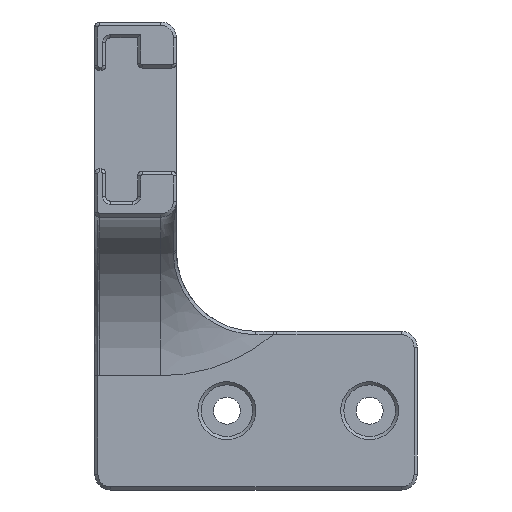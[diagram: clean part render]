
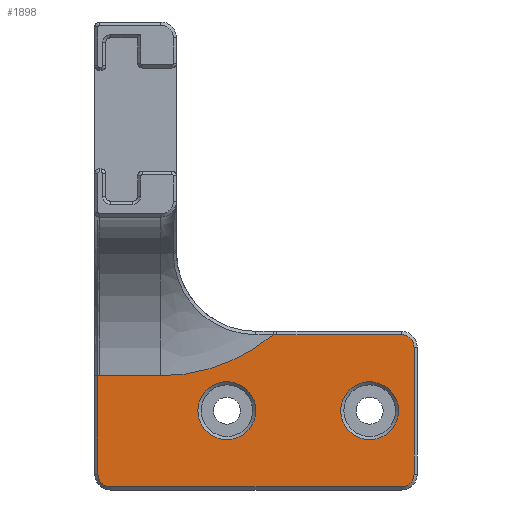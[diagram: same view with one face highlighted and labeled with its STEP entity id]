
A CAD part, left-side view. The second image highlights one B-rep face of the part: STEP entity #1898.
In plain terms, the highlighted planar face has unit normal (-1, 0, 0).
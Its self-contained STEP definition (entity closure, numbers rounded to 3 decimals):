
#53=FACE_BOUND('',#256,.T.);
#54=FACE_BOUND('',#257,.T.);
#59=B_SPLINE_CURVE_WITH_KNOTS('',3,(#2815,#2816,#2817,#2818),
 .UNSPECIFIED.,.F.,.F.,(4,4),(-17.358,-17.312),
 .UNSPECIFIED.);
#80=PLANE('',#2034);
#136=FACE_OUTER_BOUND('',#255,.T.);
#255=EDGE_LOOP('',(#1298,#1299,#1300,#1301,#1302,#1303,#1304,#1305,#1306,
#1307,#1308));
#256=EDGE_LOOP('',(#1309));
#257=EDGE_LOOP('',(#1310));
#380=LINE('',#2822,#563);
#381=LINE('',#2826,#564);
#382=LINE('',#2830,#565);
#383=LINE('',#2834,#566);
#384=LINE('',#2837,#567);
#563=VECTOR('',#2241,10.);
#564=VECTOR('',#2244,10.);
#565=VECTOR('',#2247,10.);
#566=VECTOR('',#2250,10.);
#567=VECTOR('',#2253,10.);
#745=CIRCLE('',#2031,3.65);
#748=CIRCLE('',#2035,22.);
#749=CIRCLE('',#2036,20.6);
#750=CIRCLE('',#2037,1.6);
#751=CIRCLE('',#2038,1.6);
#752=CIRCLE('',#2039,1.6);
#753=CIRCLE('',#2040,3.65);
#830=VERTEX_POINT('',#2805);
#833=VERTEX_POINT('',#2813);
#834=VERTEX_POINT('',#2814);
#835=VERTEX_POINT('',#2819);
#836=VERTEX_POINT('',#2821);
#837=VERTEX_POINT('',#2823);
#838=VERTEX_POINT('',#2825);
#839=VERTEX_POINT('',#2827);
#840=VERTEX_POINT('',#2829);
#841=VERTEX_POINT('',#2831);
#842=VERTEX_POINT('',#2833);
#843=VERTEX_POINT('',#2835);
#844=VERTEX_POINT('',#2838);
#1004=EDGE_CURVE('',#830,#830,#745,.T.);
#1008=EDGE_CURVE('',#833,#834,#59,.T.);
#1009=EDGE_CURVE('',#835,#833,#748,.T.);
#1010=EDGE_CURVE('',#836,#835,#380,.T.);
#1011=EDGE_CURVE('',#837,#836,#749,.T.);
#1012=EDGE_CURVE('',#838,#837,#381,.T.);
#1013=EDGE_CURVE('',#839,#838,#750,.T.);
#1014=EDGE_CURVE('',#840,#839,#382,.T.);
#1015=EDGE_CURVE('',#841,#840,#751,.T.);
#1016=EDGE_CURVE('',#842,#841,#383,.T.);
#1017=EDGE_CURVE('',#843,#842,#752,.T.);
#1018=EDGE_CURVE('',#834,#843,#384,.T.);
#1019=EDGE_CURVE('',#844,#844,#753,.T.);
#1298=ORIENTED_EDGE('',*,*,#1008,.F.);
#1299=ORIENTED_EDGE('',*,*,#1009,.F.);
#1300=ORIENTED_EDGE('',*,*,#1010,.F.);
#1301=ORIENTED_EDGE('',*,*,#1011,.F.);
#1302=ORIENTED_EDGE('',*,*,#1012,.F.);
#1303=ORIENTED_EDGE('',*,*,#1013,.F.);
#1304=ORIENTED_EDGE('',*,*,#1014,.F.);
#1305=ORIENTED_EDGE('',*,*,#1015,.F.);
#1306=ORIENTED_EDGE('',*,*,#1016,.F.);
#1307=ORIENTED_EDGE('',*,*,#1017,.F.);
#1308=ORIENTED_EDGE('',*,*,#1018,.F.);
#1309=ORIENTED_EDGE('',*,*,#1019,.F.);
#1310=ORIENTED_EDGE('',*,*,#1004,.F.);
#1898=ADVANCED_FACE('',(#136,#53,#54),#80,.T.);
#2031=AXIS2_PLACEMENT_3D('',#2806,#2230,#2231);
#2034=AXIS2_PLACEMENT_3D('',#2812,#2237,#2238);
#2035=AXIS2_PLACEMENT_3D('',#2820,#2239,#2240);
#2036=AXIS2_PLACEMENT_3D('',#2824,#2242,#2243);
#2037=AXIS2_PLACEMENT_3D('',#2828,#2245,#2246);
#2038=AXIS2_PLACEMENT_3D('',#2832,#2248,#2249);
#2039=AXIS2_PLACEMENT_3D('',#2836,#2251,#2252);
#2040=AXIS2_PLACEMENT_3D('',#2839,#2254,#2255);
#2230=DIRECTION('center_axis',(-1.,0.,0.));
#2231=DIRECTION('ref_axis',(0.,1.,0.));
#2237=DIRECTION('center_axis',(-1.,0.,0.));
#2238=DIRECTION('ref_axis',(0.,0.,1.));
#2239=DIRECTION('center_axis',(-1.,0.,0.));
#2240=DIRECTION('ref_axis',(0.,-0.707,-0.707));
#2241=DIRECTION('',(0.,-1.,0.));
#2242=DIRECTION('center_axis',(-1.,0.,0.));
#2243=DIRECTION('ref_axis',(0.,0.707,-0.707));
#2244=DIRECTION('',(0.,0.,1.));
#2245=DIRECTION('center_axis',(1.,0.,0.));
#2246=DIRECTION('ref_axis',(0.,0.707,-0.707));
#2247=DIRECTION('',(0.,1.,0.));
#2248=DIRECTION('center_axis',(1.,0.,0.));
#2249=DIRECTION('ref_axis',(0.,-0.707,-0.707));
#2250=DIRECTION('',(0.,0.,-1.));
#2251=DIRECTION('center_axis',(1.,0.,0.));
#2252=DIRECTION('ref_axis',(0.,-0.707,0.707));
#2253=DIRECTION('',(0.,-1.,0.));
#2254=DIRECTION('center_axis',(-1.,0.,0.));
#2255=DIRECTION('ref_axis',(0.,1.,0.));
#2805=CARTESIAN_POINT('',(6.,-20.9,-36.7));
#2806=CARTESIAN_POINT('Origin',(6.,-17.25,-36.7));
#2812=CARTESIAN_POINT('Origin',(6.,-20.925,-29.5));
#2813=CARTESIAN_POINT('',(6.,-23.104,-27.1));
#2814=CARTESIAN_POINT('',(6.,-23.564,-27.1));
#2815=CARTESIAN_POINT('Ctrl Pts',(6.,-23.104,-27.1));
#2816=CARTESIAN_POINT('Ctrl Pts',(6.,-23.26,-27.1));
#2817=CARTESIAN_POINT('Ctrl Pts',(6.,-23.414,-27.1));
#2818=CARTESIAN_POINT('Ctrl Pts',(6.,-23.564,-27.1));
#2819=CARTESIAN_POINT('',(6.,-8.9,-32.3));
#2820=CARTESIAN_POINT('Origin',(6.,-8.9,-10.3));
#2821=CARTESIAN_POINT('',(6.,-1.2,-32.3));
#2822=CARTESIAN_POINT('',(6.,-15.913,-32.3));
#2823=CARTESIAN_POINT('',(6.,-1.,-32.299));
#2824=CARTESIAN_POINT('Origin',(6.,-1.2,-11.7));
#2825=CARTESIAN_POINT('',(6.,-1.,-44.7));
#2826=CARTESIAN_POINT('',(6.,-1.,-20.9));
#2827=CARTESIAN_POINT('',(6.,-2.6,-46.3));
#2828=CARTESIAN_POINT('Origin',(6.,-2.6,-44.7));
#2829=CARTESIAN_POINT('',(6.,-39.25,-46.3));
#2830=CARTESIAN_POINT('',(6.,-10.763,-46.3));
#2831=CARTESIAN_POINT('',(6.,-40.85,-44.7));
#2832=CARTESIAN_POINT('Origin',(6.,-39.25,-44.7));
#2833=CARTESIAN_POINT('',(6.,-40.85,-28.7));
#2834=CARTESIAN_POINT('',(6.,-40.85,-38.1));
#2835=CARTESIAN_POINT('',(6.,-39.25,-27.1));
#2836=CARTESIAN_POINT('Origin',(6.,-39.25,-28.7));
#2837=CARTESIAN_POINT('',(6.,-31.088,-27.1));
#2838=CARTESIAN_POINT('',(6.,-38.9,-36.7));
#2839=CARTESIAN_POINT('Origin',(6.,-35.25,-36.7));
